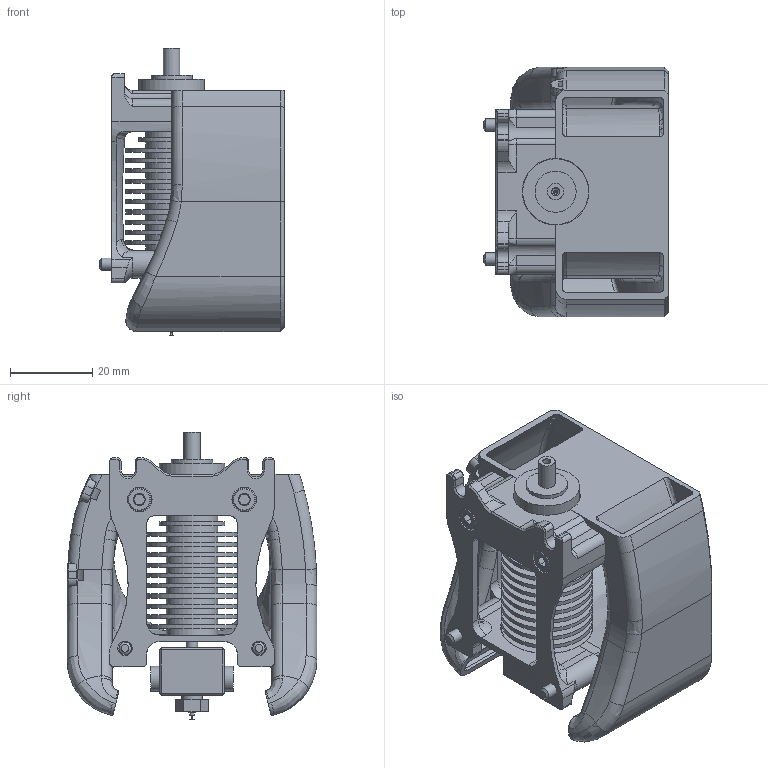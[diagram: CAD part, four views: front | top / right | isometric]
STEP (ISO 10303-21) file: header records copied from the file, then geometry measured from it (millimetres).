
FILE_DESCRIPTION(/* description */ (''),/* implementation_level */ '2;1');
FILE_NAME(/* name */ 'Toolhead Cartridge E3D V6.stp',/* time_stamp */ '2021-06-09T11:34:34+09:00',/* author */ (''),/* organization */ (''),/* preprocessor_version */ 'ST-DEVELOPER v18.1',/* originating_system */ 'SIEMENS PLM Software NX 1953',/* authorisation */ '');
FILE_SCHEMA (('AUTOMOTIVE_DESIGN { 1 0 10303 214 3 1 1 1 }'));
Length unit declared in the file: millimetre
Products named in the file (1): V6CL43980241ewpc
Bounding box: 44.9 x 60.58 x 69.9 mm (x, y, z)
Volume: 44891.9 mm3; surface area: 42288.8 mm2
Topology: 16 solids, 16 shells, 1122 faces, 2864 edges, 1830 vertices
Faces by surface type: bspline 399, cylinder 306, plane 274, cone 83, torus 58, sphere 2
Full cylindrical faces by diameter (mm): 0.4 x1, 1 x1, 2 x3, 2.5 x1, 2.8 x2, 2.9 x4, 3 x4, 3.1 x1, 3.3 x1, 3.5 x6, 4 x2, 4.2 x6, 4.25 x4, 4.6 x4, 4.8 x4, 5 x2, 5.5 x4, 5.8 x1, 6 x8, 7 x1, 8 x1, 10 x1, 12 x1, 12.5 x12, 16 x3, 22.3 x11
Entity records: 43452 total; most frequent: CARTESIAN_POINT 18951, ORIENTED_EDGE 5728, DIRECTION 3995, EDGE_CURVE 2864, VERTEX_POINT 1830, AXIS2_PLACEMENT_3D 1625, EDGE_LOOP 1228, B_SPLINE_CURVE_WITH_KNOTS 1194
